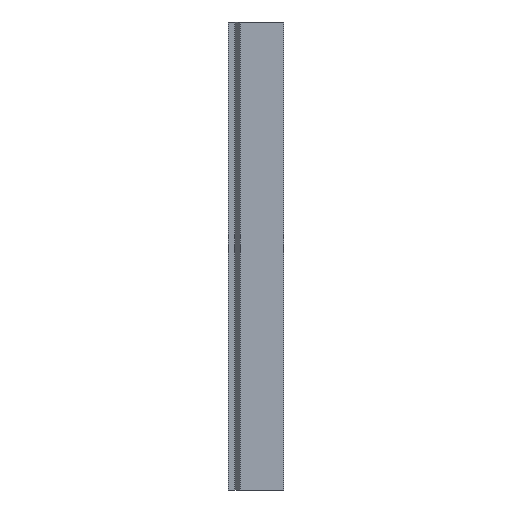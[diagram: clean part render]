
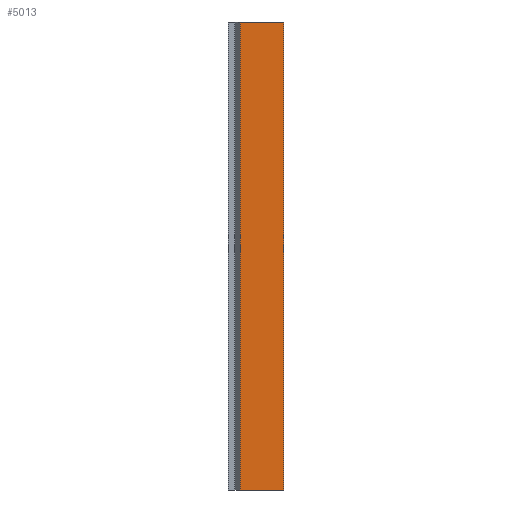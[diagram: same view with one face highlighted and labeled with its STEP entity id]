
A CAD part, left-side view. The second image highlights one B-rep face of the part: STEP entity #5013.
In plain terms, the highlighted planar face has unit normal (-1, 0, 0).
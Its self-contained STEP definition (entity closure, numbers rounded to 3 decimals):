
#259 = CARTESIAN_POINT ( 'NONE',  ( -21., -12.5, 211. ) ) ;
#343 = CARTESIAN_POINT ( 'NONE',  ( -21., 7., 211. ) ) ;
#439 = CARTESIAN_POINT ( 'NONE',  ( -21., -12.5, 0. ) ) ;
#620 = CARTESIAN_POINT ( 'NONE',  ( -21., 7., 0. ) ) ;
#829 = VERTEX_POINT ( 'NONE', #620 ) ;
#1058 = VERTEX_POINT ( 'NONE', #439 ) ;
#1151 = VERTEX_POINT ( 'NONE', #343 ) ;
#1218 = VERTEX_POINT ( 'NONE', #259 ) ;
#1388 = DIRECTION ( 'NONE',  ( 0., -1., 0. ) ) ;
#1389 = CARTESIAN_POINT ( 'NONE',  ( -21., 7., 211. ) ) ;
#1431 = DIRECTION ( 'NONE',  ( 0., -1., 0. ) ) ;
#1432 = CARTESIAN_POINT ( 'NONE',  ( -21., 7., 0. ) ) ;
#2959 = LINE ( 'NONE', #1432, #3665 ) ;
#2992 = VECTOR ( 'NONE', #6640, 1000. ) ;
#2994 = LINE ( 'NONE', #6642, #2992 ) ;
#2995 = VECTOR ( 'NONE', #6644, 1000. ) ;
#2996 = LINE ( 'NONE', #6645, #2995 ) ;
#3466 = FACE_OUTER_BOUND ( 'NONE', #7452, .T. ) ;
#3665 = VECTOR ( 'NONE', #1431, 1000. ) ;
#4060 = EDGE_CURVE ( 'NONE', #1151, #1218, #8139, .T. ) ;
#4080 = EDGE_CURVE ( 'NONE', #829, #1058, #2959, .T. ) ;
#4560 = AXIS2_PLACEMENT_3D ( 'NONE', #15421, #15420, #15419 ) ;
#5013 = ADVANCED_FACE ( 'NONE', ( #3466 ), #15422, .F. ) ;
#6640 = DIRECTION ( 'NONE',  ( 0., 0., -1. ) ) ;
#6642 = CARTESIAN_POINT ( 'NONE',  ( -21., -12.5, 211. ) ) ;
#6644 = DIRECTION ( 'NONE',  ( 0., 0., -1. ) ) ;
#6645 = CARTESIAN_POINT ( 'NONE',  ( -21., 7., 211. ) ) ;
#7452 = EDGE_LOOP ( 'NONE', ( #7830, #7831, #7832, #7833 ) ) ;
#7801 = VECTOR ( 'NONE', #1388, 1000. ) ;
#7830 = ORIENTED_EDGE ( 'NONE', *, *, #4080, .T. ) ;
#7831 = ORIENTED_EDGE ( 'NONE', *, *, #9714, .F. ) ;
#7832 = ORIENTED_EDGE ( 'NONE', *, *, #4060, .F. ) ;
#7833 = ORIENTED_EDGE ( 'NONE', *, *, #9713, .T. ) ;
#8139 = LINE ( 'NONE', #1389, #7801 ) ;
#9713 = EDGE_CURVE ( 'NONE', #1151, #829, #2996, .T. ) ;
#9714 = EDGE_CURVE ( 'NONE', #1218, #1058, #2994, .T. ) ;
#15419 = DIRECTION ( 'NONE',  ( 0., 1., 0. ) ) ;
#15420 = DIRECTION ( 'NONE',  ( 1., 0., 0. ) ) ;
#15421 = CARTESIAN_POINT ( 'NONE',  ( -21., 7., 211. ) ) ;
#15422 = PLANE ( 'NONE',  #4560 ) ;
